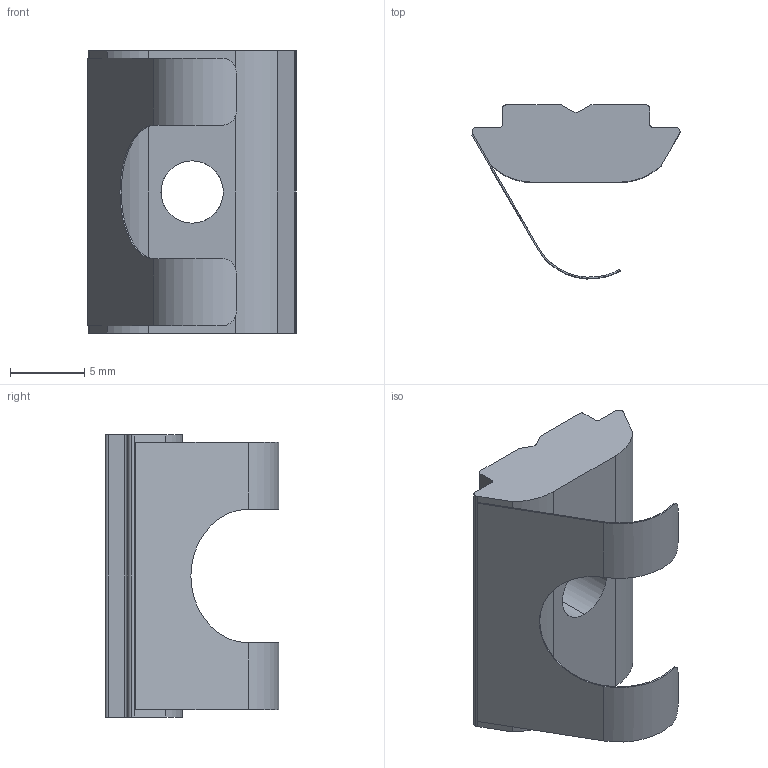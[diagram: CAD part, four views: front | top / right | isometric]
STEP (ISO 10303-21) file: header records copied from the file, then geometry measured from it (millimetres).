
FILE_DESCRIPTION (( 'STEP AP214' ), '1' );
FILE_NAME ('096165f.STEP', '2012-02-22T08:50:59', ( 'de01pc046' ), ( 'Fath GmbH' ), 'SwSTEP 2.0', 'SolidWorks 2011', '' );
FILE_SCHEMA (( 'AUTOMOTIVE_DESIGN' ));
Length unit declared in the file: millimetre
Products named in the file (1): 096165f
Bounding box: 14.02 x 11.69 x 19 mm (x, y, z)
Volume: 1058.9 mm3; surface area: 1098.9 mm2
Topology: 1 solids, 1 shells, 48 faces, 137 edges, 90 vertices
Faces by surface type: plane 25, cylinder 23
Entity records: 1689 total; most frequent: CARTESIAN_POINT 384, ORIENTED_EDGE 274, DIRECTION 251, EDGE_CURVE 137, VERTEX_POINT 90, AXIS2_PLACEMENT_3D 85, LINE 81, VECTOR 81
